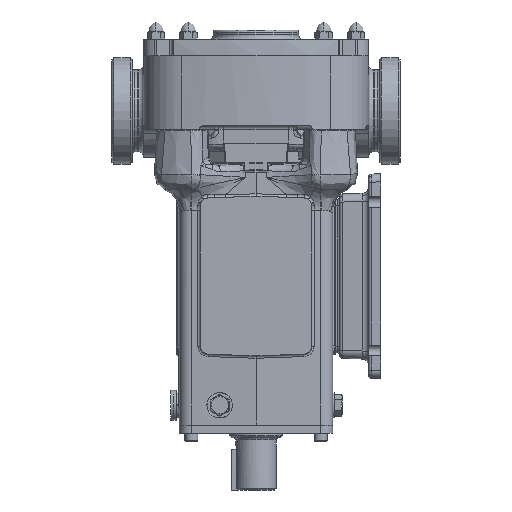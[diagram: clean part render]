
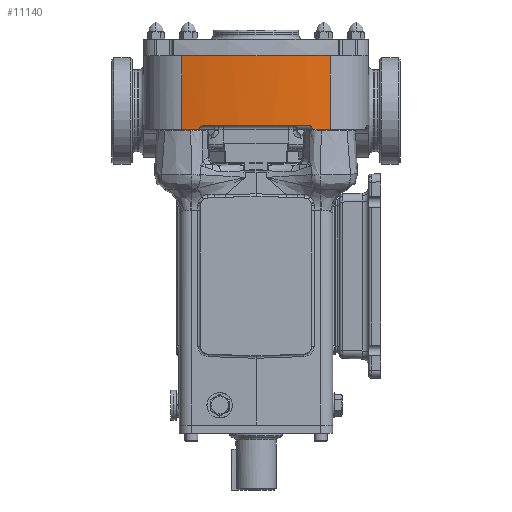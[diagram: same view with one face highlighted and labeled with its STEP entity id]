
A CAD part, left-side view. The second image highlights one B-rep face of the part: STEP entity #11140.
In plain terms, the highlighted cylindrical face has radius 435 mm (diameter 870 mm), a partial arc.
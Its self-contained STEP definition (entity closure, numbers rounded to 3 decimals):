
#677 = CARTESIAN_POINT ( 'NONE',  ( 228., 0., 68. ) ) ;
#738 = CARTESIAN_POINT ( 'NONE',  ( -207., 0., 68. ) ) ;
#1597 = CARTESIAN_POINT ( 'NONE',  ( -197.112, 92.22, -58. ) ) ;
#3487 = CARTESIAN_POINT ( 'NONE',  ( -201.403, 69.559, -21.285 ) ) ;
#3845 = DIRECTION ( 'NONE',  ( 0., 0., 1. ) ) ;
#3973 = DIRECTION ( 'NONE',  ( 0., 0., 1. ) ) ;
#6113 = DIRECTION ( 'NONE',  ( 0., -1., 0. ) ) ;
#8390 = CARTESIAN_POINT ( 'NONE',  ( -201.576, 68.479, -19.836 ) ) ;
#11140 = ADVANCED_FACE ( 'NONE', ( #40536 ), #41560, .T. ) ;
#11368 = DIRECTION ( 'NONE',  ( 0., 0., 1. ) ) ;
#11442 = VECTOR ( 'NONE', #43457, 1000. ) ;
#11456 = CARTESIAN_POINT ( 'NONE',  ( -201.576, -68.481, -19.838 ) ) ;
#12682 = CIRCLE ( 'NONE', #46040, 435. ) ;
#13111 = CARTESIAN_POINT ( 'NONE',  ( -197.112, 92.22, -23. ) ) ;
#13553 = EDGE_LOOP ( 'NONE', ( #56067, #56589, #24951, #20121, #18398, #46676, #63026, #45105, #54597 ) ) ;
#14304 = CIRCLE ( 'NONE', #53261, 435. ) ;
#14314 = CARTESIAN_POINT ( 'NONE',  ( -202.279, 63.913, -18. ) ) ;
#15013 = DIRECTION ( 'NONE',  ( 0., -1., 0. ) ) ;
#15088 = DIRECTION ( 'NONE',  ( 0., 1., 0. ) ) ;
#15651 = CARTESIAN_POINT ( 'NONE',  ( -201.366, -69.785, -21.782 ) ) ;
#16688 = CARTESIAN_POINT ( 'NONE',  ( -201.499, -68.961, -20.374 ) ) ;
#16810 = AXIS2_PLACEMENT_3D ( 'NONE', #20023, #3973, #24907 ) ;
#16975 = CARTESIAN_POINT ( 'NONE',  ( -197.112, -92.22, -58. ) ) ;
#17406 = DIRECTION ( 'NONE',  ( 0., 1., 0. ) ) ;
#18398 = ORIENTED_EDGE ( 'NONE', *, *, #57174, .T. ) ;
#18715 = EDGE_CURVE ( 'NONE', #26505, #63791, #12682, .T. ) ;
#18838 = CARTESIAN_POINT ( 'NONE',  ( -201.499, 68.964, -20.377 ) ) ;
#19109 = B_SPLINE_CURVE_WITH_KNOTS ( 'NONE', 3,
 ( #21535, #53647, #64449, #21876, #47703, #52947, #58532, #47355, #11456, #16688, #42818, #53986, #64111, #48402, #15651, #26442, #64789, #20857 ),
 .UNSPECIFIED., .F., .F.,
 ( 4, 2, 2, 2, 2, 2, 2, 2, 4 ),
 ( 0., 0.002, 0.003, 0.004, 0.005, 0.007, 0.007, 0.008, 0.009 ),
 .UNSPECIFIED. ) ;
#19272 = DIRECTION ( 'NONE',  ( 0., -1., 0. ) ) ;
#20023 = CARTESIAN_POINT ( 'NONE',  ( 228., 0., 68. ) ) ;
#20121 = ORIENTED_EDGE ( 'NONE', *, *, #18715, .F. ) ;
#20857 = CARTESIAN_POINT ( 'NONE',  ( -201.308, -70.139, -23. ) ) ;
#21535 = CARTESIAN_POINT ( 'NONE',  ( -202.279, -63.913, -18. ) ) ;
#21876 = CARTESIAN_POINT ( 'NONE',  ( -201.906, -66.378, -18.463 ) ) ;
#22315 = EDGE_CURVE ( 'NONE', #40535, #63791, #61435, .T. ) ;
#22341 = CIRCLE ( 'NONE', #31262, 435. ) ;
#22927 = CARTESIAN_POINT ( 'NONE',  ( -201.308, 70.139, -23. ) ) ;
#23050 = AXIS2_PLACEMENT_3D ( 'NONE', #23523, #11368, #6113 ) ;
#23523 = CARTESIAN_POINT ( 'NONE',  ( 228., 0., -23. ) ) ;
#23557 = DIRECTION ( 'NONE',  ( 0., 0., 1. ) ) ;
#23711 = CARTESIAN_POINT ( 'NONE',  ( -201.318, 70.076, -22.644 ) ) ;
#24391 = EDGE_CURVE ( 'NONE', #35890, #63395, #22341, .T. ) ;
#24411 = CARTESIAN_POINT ( 'NONE',  ( -201.708, 67.65, -19.147 ) ) ;
#24907 = DIRECTION ( 'NONE',  ( 0., 1., 0. ) ) ;
#24951 = ORIENTED_EDGE ( 'NONE', *, *, #22315, .T. ) ;
#25225 = CARTESIAN_POINT ( 'NONE',  ( -202.279, -63.913, -18. ) ) ;
#26442 = CARTESIAN_POINT ( 'NONE',  ( -201.335, -69.978, -22.289 ) ) ;
#26505 = VERTEX_POINT ( 'NONE', #25225 ) ;
#26936 = CARTESIAN_POINT ( 'NONE',  ( -197.112, -92.22, -23. ) ) ;
#29973 = VERTEX_POINT ( 'NONE', #13111 ) ;
#31262 = AXIS2_PLACEMENT_3D ( 'NONE', #677, #38320, #17406 ) ;
#32657 = LINE ( 'NONE', #16975, #11442 ) ;
#32809 = CARTESIAN_POINT ( 'NONE',  ( -197.112, 92.22, 68. ) ) ;
#35035 = AXIS2_PLACEMENT_3D ( 'NONE', #67424, #62868, #15088 ) ;
#35580 = CARTESIAN_POINT ( 'NONE',  ( 228., 0., -23. ) ) ;
#35890 = VERTEX_POINT ( 'NONE', #32809 ) ;
#37944 = CIRCLE ( 'NONE', #16810, 435. ) ;
#38320 = DIRECTION ( 'NONE',  ( 0., 0., 1. ) ) ;
#40535 = VERTEX_POINT ( 'NONE', #22927 ) ;
#40536 = FACE_OUTER_BOUND ( 'NONE', #13553, .T. ) ;
#41365 = EDGE_CURVE ( 'NONE', #45293, #44067, #14304, .T. ) ;
#41560 = CYLINDRICAL_SURFACE ( 'NONE', #35035, 435. ) ;
#42818 = CARTESIAN_POINT ( 'NONE',  ( -201.464, -69.177, -20.663 ) ) ;
#43457 = DIRECTION ( 'NONE',  ( 0., 0., 1. ) ) ;
#43459 = CARTESIAN_POINT ( 'NONE',  ( -202.279, 63.913, -18. ) ) ;
#44067 = VERTEX_POINT ( 'NONE', #26936 ) ;
#44631 = EDGE_CURVE ( 'NONE', #29973, #35890, #50093, .T. ) ;
#45048 = VERTEX_POINT ( 'NONE', #57194 ) ;
#45105 = ORIENTED_EDGE ( 'NONE', *, *, #68883, .F. ) ;
#45293 = VERTEX_POINT ( 'NONE', #66913 ) ;
#45329 = CARTESIAN_POINT ( 'NONE',  ( -202.064, 65.346, -18.146 ) ) ;
#45681 = CARTESIAN_POINT ( 'NONE',  ( -202.01, 65.7, -18.234 ) ) ;
#45765 = DIRECTION ( 'NONE',  ( 0., 0., -1. ) ) ;
#46017 = CARTESIAN_POINT ( 'NONE',  ( -201.756, 67.344, -18.947 ) ) ;
#46040 = AXIS2_PLACEMENT_3D ( 'NONE', #57263, #45765, #19272 ) ;
#46197 = EDGE_CURVE ( 'NONE', #44067, #45048, #32657, .T. ) ;
#46676 = ORIENTED_EDGE ( 'NONE', *, *, #41365, .T. ) ;
#47355 = CARTESIAN_POINT ( 'NONE',  ( -201.618, -68.215, -19.589 ) ) ;
#47703 = CARTESIAN_POINT ( 'NONE',  ( -201.855, -66.709, -18.607 ) ) ;
#48402 = CARTESIAN_POINT ( 'NONE',  ( -201.378, -69.712, -21.616 ) ) ;
#50093 = LINE ( 'NONE', #1597, #64749 ) ;
#50924 = CARTESIAN_POINT ( 'NONE',  ( -201.618, 68.216, -19.591 ) ) ;
#51276 = CARTESIAN_POINT ( 'NONE',  ( -201.855, 66.709, -18.606 ) ) ;
#51616 = CARTESIAN_POINT ( 'NONE',  ( -201.334, 69.98, -22.295 ) ) ;
#52947 = CARTESIAN_POINT ( 'NONE',  ( -201.756, -67.341, -18.946 ) ) ;
#53261 = AXIS2_PLACEMENT_3D ( 'NONE', #35580, #3845, #15013 ) ;
#53647 = CARTESIAN_POINT ( 'NONE',  ( -202.171, -64.64, -18. ) ) ;
#53986 = CARTESIAN_POINT ( 'NONE',  ( -201.418, -69.463, -21.129 ) ) ;
#54597 = ORIENTED_EDGE ( 'NONE', *, *, #24391, .F. ) ;
#56067 = ORIENTED_EDGE ( 'NONE', *, *, #44631, .F. ) ;
#56173 = CARTESIAN_POINT ( 'NONE',  ( -201.463, 69.182, -20.67 ) ) ;
#56589 = ORIENTED_EDGE ( 'NONE', *, *, #62144, .T. ) ;
#57174 = EDGE_CURVE ( 'NONE', #26505, #45293, #19109, .T. ) ;
#57188 = CARTESIAN_POINT ( 'NONE',  ( -201.308, 70.139, -23. ) ) ;
#57194 = CARTESIAN_POINT ( 'NONE',  ( -197.112, -92.22, 68. ) ) ;
#57263 = CARTESIAN_POINT ( 'NONE',  ( 228., 0., -18. ) ) ;
#57632 = CIRCLE ( 'NONE', #23050, 435. ) ;
#58532 = CARTESIAN_POINT ( 'NONE',  ( -201.709, -67.643, -19.142 ) ) ;
#61062 = CARTESIAN_POINT ( 'NONE',  ( -202.225, 64.276, -18. ) ) ;
#61416 = CARTESIAN_POINT ( 'NONE',  ( -201.377, 69.719, -21.611 ) ) ;
#61435 = B_SPLINE_CURVE_WITH_KNOTS ( 'NONE', 3,
 ( #57188, #23711, #51616, #61416, #3487, #56173, #18838, #8390, #50924, #24411, #46017, #51276, #67328, #45681, #45329, #66981, #61062, #14314 ),
 .UNSPECIFIED., .F., .F.,
 ( 4, 2, 2, 2, 2, 2, 2, 2, 4 ),
 ( 0.001, 0.002, 0.003, 0.004, 0.005, 0.006, 0.007, 0.008, 0.009 ),
 .UNSPECIFIED. ) ;
#62144 = EDGE_CURVE ( 'NONE', #29973, #40535, #57632, .T. ) ;
#62868 = DIRECTION ( 'NONE',  ( 0., 0., 1. ) ) ;
#63026 = ORIENTED_EDGE ( 'NONE', *, *, #46197, .T. ) ;
#63395 = VERTEX_POINT ( 'NONE', #738 ) ;
#63791 = VERTEX_POINT ( 'NONE', #43459 ) ;
#64111 = CARTESIAN_POINT ( 'NONE',  ( -201.404, -69.552, -21.29 ) ) ;
#64449 = CARTESIAN_POINT ( 'NONE',  ( -202.064, -65.347, -18.115 ) ) ;
#64749 = VECTOR ( 'NONE', #23557, 1000. ) ;
#64789 = CARTESIAN_POINT ( 'NONE',  ( -201.319, -70.075, -22.638 ) ) ;
#66913 = CARTESIAN_POINT ( 'NONE',  ( -201.308, -70.139, -23. ) ) ;
#66981 = CARTESIAN_POINT ( 'NONE',  ( -202.171, 64.635, -18.029 ) ) ;
#67328 = CARTESIAN_POINT ( 'NONE',  ( -201.906, 66.38, -18.464 ) ) ;
#67424 = CARTESIAN_POINT ( 'NONE',  ( 228., 0., -58. ) ) ;
#68883 = EDGE_CURVE ( 'NONE', #63395, #45048, #37944, .T. ) ;
